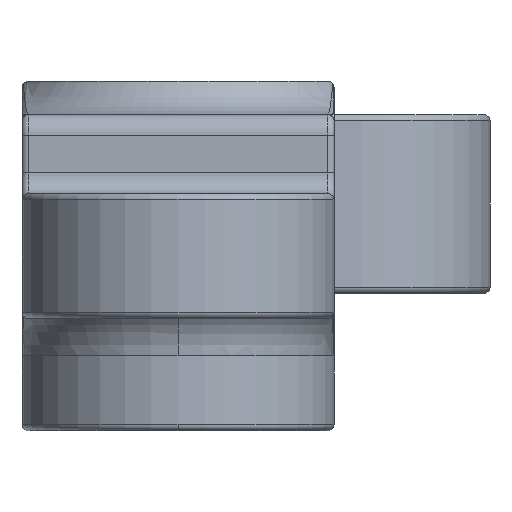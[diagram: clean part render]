
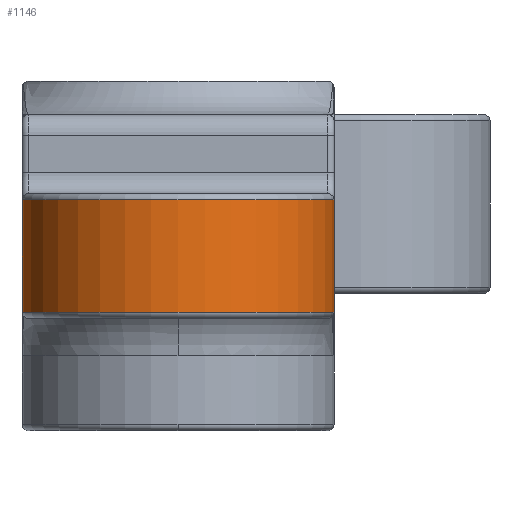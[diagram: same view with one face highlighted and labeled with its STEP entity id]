
A CAD part, front view. The second image highlights one B-rep face of the part: STEP entity #1146.
In plain terms, the highlighted cylindrical face has radius 7.5 mm (diameter 15 mm), a partial arc.
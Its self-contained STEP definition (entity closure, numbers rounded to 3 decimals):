
#54 = DIRECTION ( 'NONE',  ( 0., 0., -1. ) ) ;
#95 = VERTEX_POINT ( 'NONE', #1599 ) ;
#197 = AXIS2_PLACEMENT_3D ( 'NONE', #1711, #1721, #859 ) ;
#218 = VERTEX_POINT ( 'NONE', #1478 ) ;
#292 = LINE ( 'NONE', #835, #1437 ) ;
#556 = ORIENTED_EDGE ( 'NONE', *, *, #1009, .T. ) ;
#595 = EDGE_CURVE ( 'NONE', #2146, #95, #896, .T. ) ;
#655 = CARTESIAN_POINT ( 'NONE',  ( 0., -47.5, 5.8 ) ) ;
#659 = EDGE_CURVE ( 'NONE', #1163, #2146, #1173, .T. ) ;
#835 = CARTESIAN_POINT ( 'NONE',  ( 7.5, -47.5, 22. ) ) ;
#859 = DIRECTION ( 'NONE',  ( 0., 1., 0. ) ) ;
#863 = CIRCLE ( 'NONE', #1440, 7.5 ) ;
#885 = VECTOR ( 'NONE', #2077, 1000. ) ;
#896 = LINE ( 'NONE', #1234, #885 ) ;
#943 = AXIS2_PLACEMENT_3D ( 'NONE', #1712, #54, #2090 ) ;
#986 = EDGE_CURVE ( 'NONE', #1163, #218, #292, .T. ) ;
#1009 = EDGE_CURVE ( 'NONE', #95, #218, #863, .T. ) ;
#1026 = ORIENTED_EDGE ( 'NONE', *, *, #986, .F. ) ;
#1111 = EDGE_LOOP ( 'NONE', ( #1026, #1985, #1861, #556 ) ) ;
#1146 = ADVANCED_FACE ( 'NONE', ( #1236 ), #1565, .T. ) ;
#1163 = VERTEX_POINT ( 'NONE', #1554 ) ;
#1173 = CIRCLE ( 'NONE', #197, 7.5 ) ;
#1234 = CARTESIAN_POINT ( 'NONE',  ( -7.5, -47.5, 22. ) ) ;
#1236 = FACE_OUTER_BOUND ( 'NONE', #1111, .T. ) ;
#1437 = VECTOR ( 'NONE', #2023, 1000. ) ;
#1440 = AXIS2_PLACEMENT_3D ( 'NONE', #655, #1688, #2215 ) ;
#1478 = CARTESIAN_POINT ( 'NONE',  ( 7.5, -47.5, 5.8 ) ) ;
#1554 = CARTESIAN_POINT ( 'NONE',  ( 7.5, -47.5, 11.2 ) ) ;
#1565 = CYLINDRICAL_SURFACE ( 'NONE', #943, 7.5 ) ;
#1599 = CARTESIAN_POINT ( 'NONE',  ( -7.5, -47.5, 5.8 ) ) ;
#1688 = DIRECTION ( 'NONE',  ( 0., 0., 1. ) ) ;
#1711 = CARTESIAN_POINT ( 'NONE',  ( 0., -47.5, 11.2 ) ) ;
#1712 = CARTESIAN_POINT ( 'NONE',  ( 0., -47.5, 22. ) ) ;
#1721 = DIRECTION ( 'NONE',  ( 0., 0., -1. ) ) ;
#1817 = CARTESIAN_POINT ( 'NONE',  ( -7.5, -47.5, 11.2 ) ) ;
#1861 = ORIENTED_EDGE ( 'NONE', *, *, #595, .T. ) ;
#1985 = ORIENTED_EDGE ( 'NONE', *, *, #659, .T. ) ;
#2023 = DIRECTION ( 'NONE',  ( 0., 0., -1. ) ) ;
#2077 = DIRECTION ( 'NONE',  ( 0., 0., -1. ) ) ;
#2090 = DIRECTION ( 'NONE',  ( -1., 0., 0. ) ) ;
#2146 = VERTEX_POINT ( 'NONE', #1817 ) ;
#2215 = DIRECTION ( 'NONE',  ( 0., 1., 0. ) ) ;
